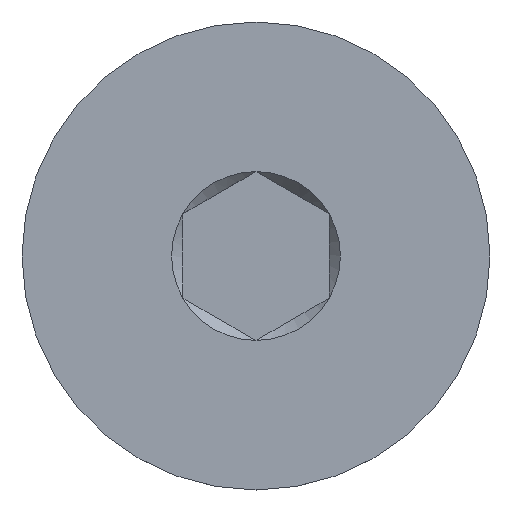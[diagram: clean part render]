
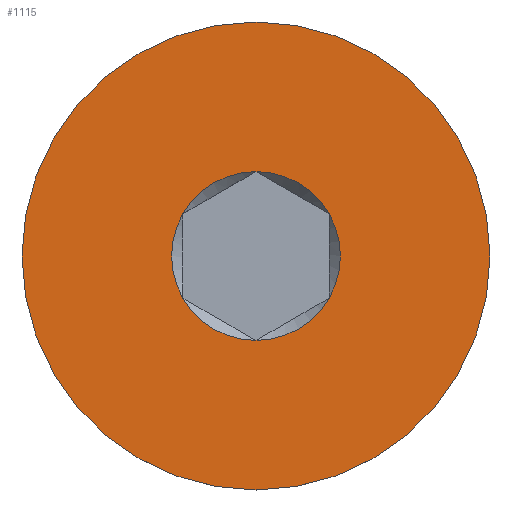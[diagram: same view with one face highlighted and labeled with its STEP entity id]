
A CAD part, top view. The second image highlights one B-rep face of the part: STEP entity #1115.
In plain terms, the highlighted planar face has unit normal (0, 0, 1).
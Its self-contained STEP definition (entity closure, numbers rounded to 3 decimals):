
#17=FACE_BOUND('',#196,.T.);
#18=PLANE('',#1213);
#131=FACE_OUTER_BOUND('',#195,.T.);
#195=EDGE_LOOP('',(#875,#876));
#196=EDGE_LOOP('',(#877,#878,#879,#880,#881,#882));
#221=CIRCLE('',#1204,2.887);
#222=CIRCLE('',#1206,8.);
#223=CIRCLE('',#1207,8.);
#228=CIRCLE('',#1214,2.887);
#229=CIRCLE('',#1215,2.887);
#230=CIRCLE('',#1216,2.887);
#231=CIRCLE('',#1217,2.887);
#232=CIRCLE('',#1218,2.887);
#487=VERTEX_POINT('',#6870);
#488=VERTEX_POINT('',#6871);
#489=VERTEX_POINT('',#6877);
#490=VERTEX_POINT('',#6878);
#496=VERTEX_POINT('',#6925);
#497=VERTEX_POINT('',#6927);
#498=VERTEX_POINT('',#6929);
#499=VERTEX_POINT('',#6931);
#643=EDGE_CURVE('',#487,#488,#221,.T.);
#644=EDGE_CURVE('',#489,#490,#222,.T.);
#645=EDGE_CURVE('',#490,#489,#223,.T.);
#654=EDGE_CURVE('',#488,#496,#228,.T.);
#655=EDGE_CURVE('',#496,#497,#229,.T.);
#656=EDGE_CURVE('',#497,#498,#230,.T.);
#657=EDGE_CURVE('',#498,#499,#231,.T.);
#658=EDGE_CURVE('',#499,#487,#232,.T.);
#875=ORIENTED_EDGE('',*,*,#644,.T.);
#876=ORIENTED_EDGE('',*,*,#645,.T.);
#877=ORIENTED_EDGE('',*,*,#654,.T.);
#878=ORIENTED_EDGE('',*,*,#655,.T.);
#879=ORIENTED_EDGE('',*,*,#656,.T.);
#880=ORIENTED_EDGE('',*,*,#657,.T.);
#881=ORIENTED_EDGE('',*,*,#658,.T.);
#882=ORIENTED_EDGE('',*,*,#643,.T.);
#1115=ADVANCED_FACE('',(#131,#17),#18,.F.);
#1204=AXIS2_PLACEMENT_3D('',#6875,#1380,#1381);
#1206=AXIS2_PLACEMENT_3D('',#6879,#1384,#1385);
#1207=AXIS2_PLACEMENT_3D('',#6880,#1386,#1387);
#1213=AXIS2_PLACEMENT_3D('',#6924,#1400,#1401);
#1214=AXIS2_PLACEMENT_3D('',#6926,#1402,#1403);
#1215=AXIS2_PLACEMENT_3D('',#6928,#1404,#1405);
#1216=AXIS2_PLACEMENT_3D('',#6930,#1406,#1407);
#1217=AXIS2_PLACEMENT_3D('',#6932,#1408,#1409);
#1218=AXIS2_PLACEMENT_3D('',#6933,#1410,#1411);
#1380=DIRECTION('center_axis',(0.,0.,-1.));
#1381=DIRECTION('ref_axis',(-1.,0.,0.));
#1384=DIRECTION('center_axis',(0.,0.,1.));
#1385=DIRECTION('ref_axis',(0.,-1.,0.));
#1386=DIRECTION('center_axis',(0.,0.,1.));
#1387=DIRECTION('ref_axis',(0.,-1.,0.));
#1400=DIRECTION('center_axis',(0.,0.,-1.));
#1401=DIRECTION('ref_axis',(0.,1.,0.));
#1402=DIRECTION('center_axis',(0.,0.,-1.));
#1403=DIRECTION('ref_axis',(-1.,0.,0.));
#1404=DIRECTION('center_axis',(0.,0.,-1.));
#1405=DIRECTION('ref_axis',(-1.,0.,0.));
#1406=DIRECTION('center_axis',(0.,0.,-1.));
#1407=DIRECTION('ref_axis',(-1.,0.,0.));
#1408=DIRECTION('center_axis',(0.,0.,-1.));
#1409=DIRECTION('ref_axis',(-1.,0.,0.));
#1410=DIRECTION('center_axis',(0.,0.,-1.));
#1411=DIRECTION('ref_axis',(-1.,0.,0.));
#6870=CARTESIAN_POINT('',(-2.5,-1.443,15.));
#6871=CARTESIAN_POINT('',(-2.5,1.443,15.));
#6875=CARTESIAN_POINT('Origin',(0.,0.,15.));
#6877=CARTESIAN_POINT('',(0.,-8.,15.));
#6878=CARTESIAN_POINT('',(0.,8.,15.));
#6879=CARTESIAN_POINT('Origin',(0.,0.,15.));
#6880=CARTESIAN_POINT('Origin',(0.,0.,15.));
#6924=CARTESIAN_POINT('Origin',(0.,0.,
15.));
#6925=CARTESIAN_POINT('',(0.,2.887,15.));
#6926=CARTESIAN_POINT('Origin',(0.,0.,15.));
#6927=CARTESIAN_POINT('',(2.5,1.443,15.));
#6928=CARTESIAN_POINT('Origin',(0.,0.,15.));
#6929=CARTESIAN_POINT('',(2.5,-1.443,15.));
#6930=CARTESIAN_POINT('Origin',(0.,0.,15.));
#6931=CARTESIAN_POINT('',(0.,-2.887,15.));
#6932=CARTESIAN_POINT('Origin',(0.,0.,15.));
#6933=CARTESIAN_POINT('Origin',(0.,0.,15.));
